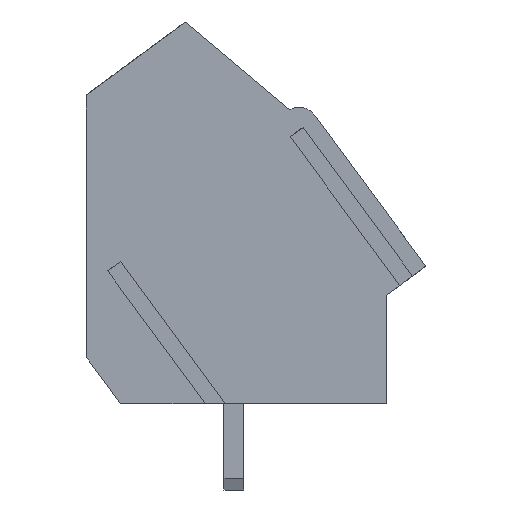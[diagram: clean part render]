
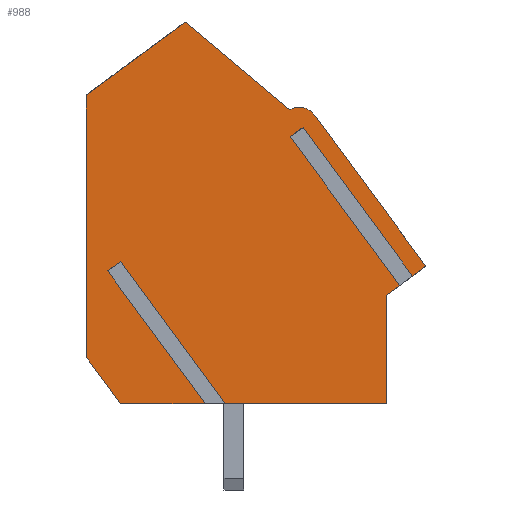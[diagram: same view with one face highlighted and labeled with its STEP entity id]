
A CAD part, left-side view. The second image highlights one B-rep face of the part: STEP entity #988.
In plain terms, the highlighted planar face has unit normal (-1, 0, 0).
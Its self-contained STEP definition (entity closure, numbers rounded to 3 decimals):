
#988=ADVANCED_FACE('',(#5108),#5110,.T.);
#5108=FACE_BOUND('',#5109,.T.);
#5109=EDGE_LOOP('',(#8543,#8544,#8545,#8546,#8547,#8548,#8549,#8550,#8551,#8552,
#8553,#8554,#8555,#8556,#8557,#8558,#8559));
#5110=PLANE('',#5111);
#5111=AXIS2_PLACEMENT_3D('',#5112,#5113,#5114);
#5112=CARTESIAN_POINT('',(-2.5,0.,0.));
#5113=DIRECTION('',(-1.,0.,0.));
#5114=DIRECTION('',(0.,0.,-1.));
#8543=ORIENTED_EDGE('',*,*,#11011,.T.);
#8544=ORIENTED_EDGE('',*,*,#11012,.T.);
#8545=ORIENTED_EDGE('',*,*,#11013,.T.);
#8546=ORIENTED_EDGE('',*,*,#10948,.T.);
#8547=ORIENTED_EDGE('',*,*,#11014,.T.);
#8548=ORIENTED_EDGE('',*,*,#11015,.T.);
#8549=ORIENTED_EDGE('',*,*,#11016,.T.);
#8550=ORIENTED_EDGE('',*,*,#11010,.T.);
#8551=ORIENTED_EDGE('',*,*,#11017,.T.);
#8552=ORIENTED_EDGE('',*,*,#11018,.T.);
#8553=ORIENTED_EDGE('',*,*,#11019,.T.);
#8554=ORIENTED_EDGE('',*,*,#11020,.T.);
#8555=ORIENTED_EDGE('',*,*,#11021,.T.);
#8556=ORIENTED_EDGE('',*,*,#11022,.T.);
#8557=ORIENTED_EDGE('',*,*,#11023,.T.);
#8558=ORIENTED_EDGE('',*,*,#11024,.T.);
#8559=ORIENTED_EDGE('',*,*,#11025,.T.);
#10948=EDGE_CURVE('',#12168,#12166,#12169,.T.);
#11010=EDGE_CURVE('',#12161,#12290,#12292,.T.);
#11011=EDGE_CURVE('',#12293,#12294,#12295,.F.);
#11012=EDGE_CURVE('',#12294,#12296,#12297,.T.);
#11013=EDGE_CURVE('',#12296,#12168,#12298,.T.);
#11014=EDGE_CURVE('',#12166,#12299,#12300,.F.);
#11015=EDGE_CURVE('',#12299,#12301,#12302,.T.);
#11016=EDGE_CURVE('',#12301,#12161,#12303,.F.);
#11017=EDGE_CURVE('',#12290,#12304,#12305,.T.);
#11018=EDGE_CURVE('',#12304,#12306,#12307,.T.);
#11019=EDGE_CURVE('',#12306,#12308,#12309,.T.);
#11020=EDGE_CURVE('',#12308,#12310,#12311,.T.);
#11021=EDGE_CURVE('',#12310,#12312,#12313,.T.);
#11022=EDGE_CURVE('',#12312,#12314,#12315,.T.);
#11023=EDGE_CURVE('',#12314,#12316,#12317,.T.);
#11024=EDGE_CURVE('',#12316,#12318,#12319,.F.);
#11025=EDGE_CURVE('',#12318,#12293,#12320,.T.);
#12161=VERTEX_POINT('',#14170);
#12166=VERTEX_POINT('',#14179);
#12168=VERTEX_POINT('',#14183);
#12169=LINE('',#14184,#14185);
#12290=VERTEX_POINT('',#14427);
#12292=LINE('',#14431,#14432);
#12293=VERTEX_POINT('',#14434);
#12294=VERTEX_POINT('',#14435);
#12295=LINE('',#14436,#14437);
#12296=VERTEX_POINT('',#14439);
#12297=LINE('',#14440,#14441);
#12298=LINE('',#14443,#14444);
#12299=VERTEX_POINT('',#14446);
#12300=LINE('',#14447,#14448);
#12301=VERTEX_POINT('',#14450);
#12302=LINE('',#14451,#14452);
#12303=LINE('',#14454,#14455);
#12304=VERTEX_POINT('',#14457);
#12305=LINE('',#14458,#14459);
#12306=VERTEX_POINT('',#14461);
#12307=CIRCLE('',#14462,0.8);
#12308=VERTEX_POINT('',#14466);
#12309=LINE('',#14467,#14468);
#12310=VERTEX_POINT('',#14470);
#12311=LINE('',#14471,#14472);
#12312=VERTEX_POINT('',#14474);
#12313=LINE('',#14475,#14476);
#12314=VERTEX_POINT('',#14478);
#12315=LINE('',#14479,#14480);
#12316=VERTEX_POINT('',#14482);
#12317=LINE('',#14483,#14484);
#12318=VERTEX_POINT('',#14486);
#12319=LINE('',#14487,#14488);
#12320=LINE('',#14490,#14491);
#14170=CARTESIAN_POINT('',(-2.5,-7.256,5.185));
#14179=CARTESIAN_POINT('',(-2.5,-6.732,4.8));
#14183=CARTESIAN_POINT('',(-2.5,-6.189,4.4));
#14184=CARTESIAN_POINT('',(-2.5,-6.189,4.4));
#14185=VECTOR('',#14186,1.);
#14186=DIRECTION('',(0.,-0.806,0.592));
#14427=CARTESIAN_POINT('',(-2.5,-7.8,5.585));
#14431=CARTESIAN_POINT('',(-2.5,-7.256,5.185));
#14432=VECTOR('',#14433,1.);
#14433=DIRECTION('',(0.,-0.806,0.592));
#14434=CARTESIAN_POINT('',(-2.5,4.599,5.778));
#14435=CARTESIAN_POINT('',(-2.5,0.351,0.));
#14436=CARTESIAN_POINT('',(-2.5,0.351,0.));
#14437=VECTOR('',#14438,1.);
#14438=DIRECTION('',(0.,0.592,0.806));
#14439=CARTESIAN_POINT('',(-2.5,-6.189,0.));
#14440=CARTESIAN_POINT('',(-2.5,0.351,0.));
#14441=VECTOR('',#14442,1.);
#14442=DIRECTION('',(0.,-1.,0.));
#14443=CARTESIAN_POINT('',(-2.5,-6.189,0.));
#14444=VECTOR('',#14445,1.);
#14445=DIRECTION('',(0.,0.,1.));
#14446=CARTESIAN_POINT('',(-2.5,-2.29,10.843));
#14447=CARTESIAN_POINT('',(-2.5,-2.29,10.843));
#14448=VECTOR('',#14449,1.);
#14449=DIRECTION('',(0.,-0.592,-0.806));
#14450=CARTESIAN_POINT('',(-2.5,-2.814,11.228));
#14451=CARTESIAN_POINT('',(-2.5,-2.29,10.843));
#14452=VECTOR('',#14453,1.);
#14453=DIRECTION('',(0.,-0.806,0.592));
#14454=CARTESIAN_POINT('',(-2.5,-7.256,5.185));
#14455=VECTOR('',#14456,1.);
#14456=DIRECTION('',(0.,0.592,0.806));
#14457=CARTESIAN_POINT('',(-2.5,-3.295,11.713));
#14458=CARTESIAN_POINT('',(-2.5,-7.8,5.585));
#14459=VECTOR('',#14460,1.);
#14460=DIRECTION('',(0.,0.592,0.806));
#14461=CARTESIAN_POINT('',(-2.5,-2.261,11.938));
#14462=AXIS2_PLACEMENT_3D('',#14463,#14464,#14465);
#14463=CARTESIAN_POINT('',(-2.5,-2.65,11.239));
#14464=DIRECTION('',(-1.,-0.,-0.));
#14465=DIRECTION('',(0.,-0.806,0.592));
#14466=CARTESIAN_POINT('',(-2.5,1.971,15.5));
#14467=CARTESIAN_POINT('',(-2.5,-2.261,11.938));
#14468=VECTOR('',#14469,1.);
#14469=DIRECTION('',(0.,0.765,0.644));
#14470=CARTESIAN_POINT('',(-2.5,6.,12.538));
#14471=CARTESIAN_POINT('',(-2.5,1.971,15.5));
#14472=VECTOR('',#14473,1.);
#14473=DIRECTION('',(0.,0.806,-0.592));
#14474=CARTESIAN_POINT('',(-2.5,6.,1.902));
#14475=CARTESIAN_POINT('',(-2.5,6.,12.538));
#14476=VECTOR('',#14477,1.);
#14477=DIRECTION('',(0.,0.,-1.));
#14478=CARTESIAN_POINT('',(-2.5,4.602,0.));
#14479=CARTESIAN_POINT('',(-2.5,6.,1.902));
#14480=VECTOR('',#14481,1.);
#14481=DIRECTION('',(0.,-0.592,-0.806));
#14482=CARTESIAN_POINT('',(-2.5,1.158,0.));
#14483=CARTESIAN_POINT('',(-2.5,4.602,0.));
#14484=VECTOR('',#14485,1.);
#14485=DIRECTION('',(0.,-1.,0.));
#14486=CARTESIAN_POINT('',(-2.5,5.122,5.393));
#14487=CARTESIAN_POINT('',(-2.5,5.122,5.393));
#14488=VECTOR('',#14489,1.);
#14489=DIRECTION('',(0.,-0.592,-0.806));
#14490=CARTESIAN_POINT('',(-2.5,5.122,5.393));
#14491=VECTOR('',#14492,1.);
#14492=DIRECTION('',(0.,-0.806,0.592));
